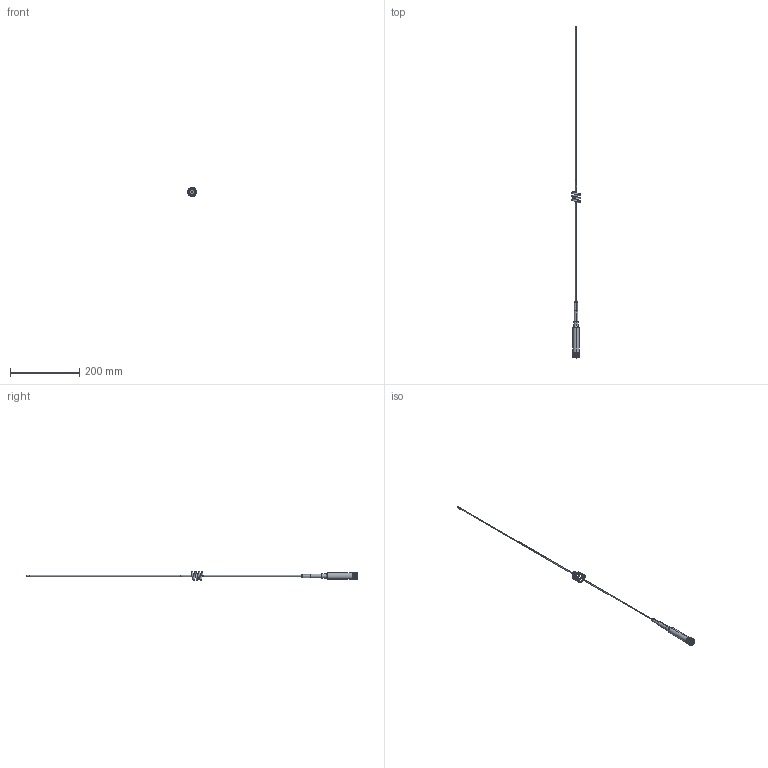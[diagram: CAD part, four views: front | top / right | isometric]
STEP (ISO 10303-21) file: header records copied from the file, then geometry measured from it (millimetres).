
FILE_DESCRIPTION (( 'STEP AP214' ), '1' );
FILE_NAME ('LCANRBD1081_3D.step', '2025-03-19T23:29:00', ( '' ), ( '' ), 'SwSTEP 2.0', 'SolidWorks 2022', '' );
FILE_SCHEMA (( 'AUTOMOTIVE_DESIGN' ));
Length unit declared in the file: inch
Products named in the file (1): LCANRBD1081_3D
Bounding box: 25.99 x 960 x 25.99 mm (x, y, z)
Volume: 35934.5 mm3; surface area: 18485.7 mm2
Topology: 2 solids, 2 shells, 263 faces, 639 edges, 388 vertices
Faces by surface type: plane 162, cylinder 79, torus 10, cone 10, bspline 2
Entity records: 13835 total; most frequent: CARTESIAN_POINT 7496, DIRECTION 1384, ORIENTED_EDGE 1278, EDGE_CURVE 639, AXIS2_PLACEMENT_3D 498, VERTEX_POINT 388, LINE 388, VECTOR 388
